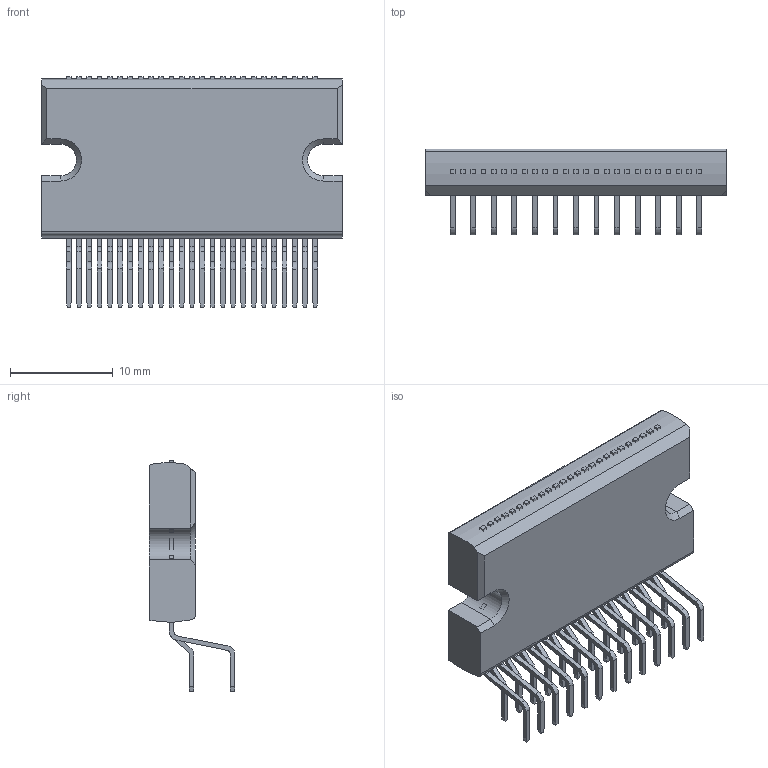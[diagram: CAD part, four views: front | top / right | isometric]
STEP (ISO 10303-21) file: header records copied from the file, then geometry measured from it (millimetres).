
FILE_DESCRIPTION(/* description */ ('STEP AP242','CAx-IF Rec.Pracs.---Representation and Presentation of Product Manufacturing Information (PMI)---4.0---2014-10-13','CAx-IF Rec.Pracs.---3D Tessellated Geometry---0.4---2014-09-14','2;1'),/* implementation_level */ '2;1');
FILE_NAME(/* name */ '61e8d61e241a5b5e274fef95',/* time_stamp */ '2022-01-20T03:25:19+00:00',/* author */ (''),/* organization */ (''),/* preprocessor_version */ 'ST-DEVELOPER v18.101',/* originating_system */ ' ',/* authorisation */ ' ');
FILE_SCHEMA (('AP242_MANAGED_MODEL_BASED_3D_ENGINEERING_MIM_LF { 1 0 10303 442 1 1 4 }'));
Length unit declared in the file: metre
Products named in the file (28): Part 22; Part 1; Part 2; Part 3; Part 4; Part 5; Part 6; Part 7; Part 8; Part 9; Part 10; Part 11; Part 12; Part 13; Part 14; Part 15; Part 16; Part 17; Part 18; Part 19; Part 20; Part 21; Part 23; Part 24; Part 25; Part 26; Part 27; Part 28
Bounding box: 29.3 x 8.33 x 22.47 mm (x, y, z)
Volume: 2045.3 mm3; surface area: 2388.4 mm2
Topology: 28 solids, 28 shells, 440 faces, 1146 edges, 762 vertices
Faces by surface type: plane 328, cylinder 110, cone 2
Entity records: 14102 total; most frequent: CARTESIAN_POINT 2376, DIRECTION 2304, ORIENTED_EDGE 2292, EDGE_CURVE 1146, LINE 924, VECTOR 924, VERTEX_POINT 762, AXIS2_PLACEMENT_3D 690
